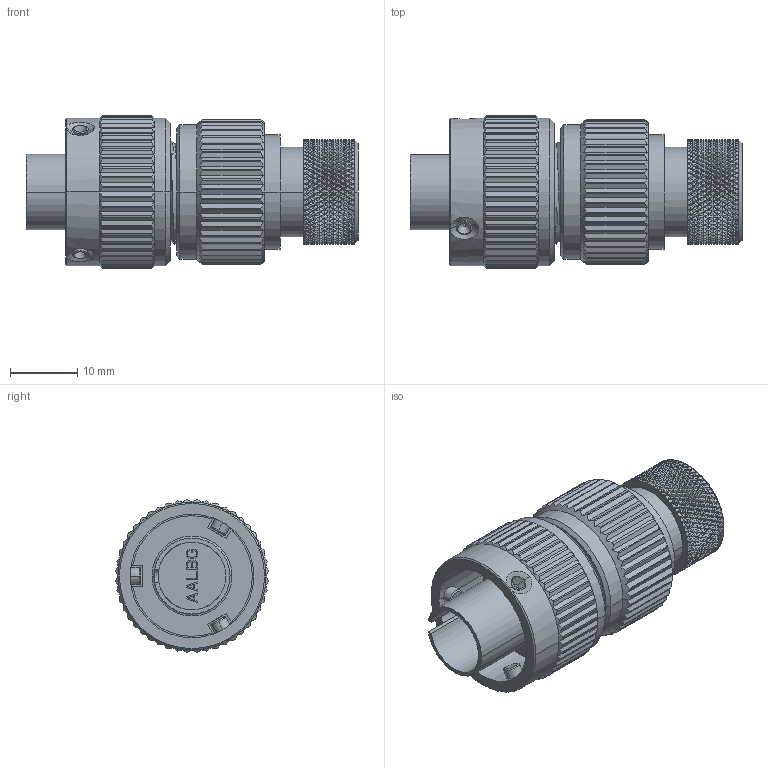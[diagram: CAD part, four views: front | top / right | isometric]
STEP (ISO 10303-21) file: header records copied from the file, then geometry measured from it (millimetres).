
FILE_DESCRIPTION((''),'2;1');
FILE_NAME('VG95234G-10_SW0001','2023-03-28T14:15:52',('paultorloting'),('NET AG system integration'),'CREO PARAMETRIC BY PTC INC, 2021404','CREO PARAMETRIC BY PTC INC, 2021404','');
FILE_SCHEMA(('AUTOMOTIVE_DESIGN { 1 0 10303 214 1 1 1 1 }'));
Products named in the file (1): VG95234G-10_SW0001
Bounding box: 49.39 x 22.73 x 22.73 mm (x, y, z)
Volume: 10853.8 mm3; surface area: 6648.4 mm2
Topology: 1 solids, 1 shells, 4605 faces, 10238 edges, 5661 vertices
Faces by surface type: plane 3605, cylinder 928, cone 54, torus 11, bspline 7
Entity records: 155939 total; most frequent: CARTESIAN_POINT 33173, ORIENTED_EDGE 20464, DIRECTION 16170, EDGE_CURVE 10232, VECTOR 5805, LINE 5805, VERTEX_POINT 5661, AXIS2_PLACEMENT_3D 5181
